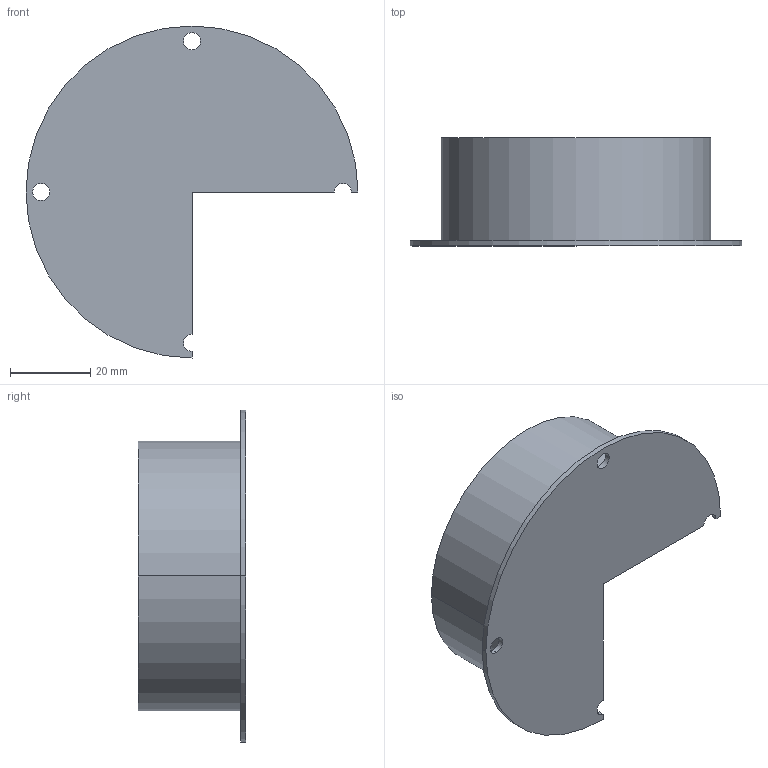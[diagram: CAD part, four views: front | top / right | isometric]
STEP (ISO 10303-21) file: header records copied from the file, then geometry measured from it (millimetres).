
FILE_DESCRIPTION(('STEP AP214'),'1');
FILE_NAME('RGFA4.stp','2015-03-26T17:09:28',('Simon Woodruff'),('Woodruff Scientific Inc'),'Spatial InterOp 3D',' ',' ');
FILE_SCHEMA(('automotive_design'));
Length unit declared in the file: inch
Products named in the file (12): Part_254; Part_269; Part_337; Part_336; Part_468; Part_440; Part_455; Part_523; Part_522; Lathe_525; Part_46311; 1
Bounding box: 82.95 x 26.98 x 82.95 mm (x, y, z)
Volume: 64066.7 mm3; surface area: 56584 mm2
Topology: 11 solids, 11 shells, 93 faces, 267 edges, 249 vertices
Faces by surface type: plane 47, cylinder 46
Entity records: 4602 total; most frequent: DIRECTION 570, CARTESIAN_POINT 514, ORIENTED_EDGE 426, EDGE_CURVE 213, STYLED_ITEM 212, PRESENTATION_STYLE_ASSIGNMENT 212, COLOUR_RGB 212, AXIS2_PLACEMENT_3D 198
